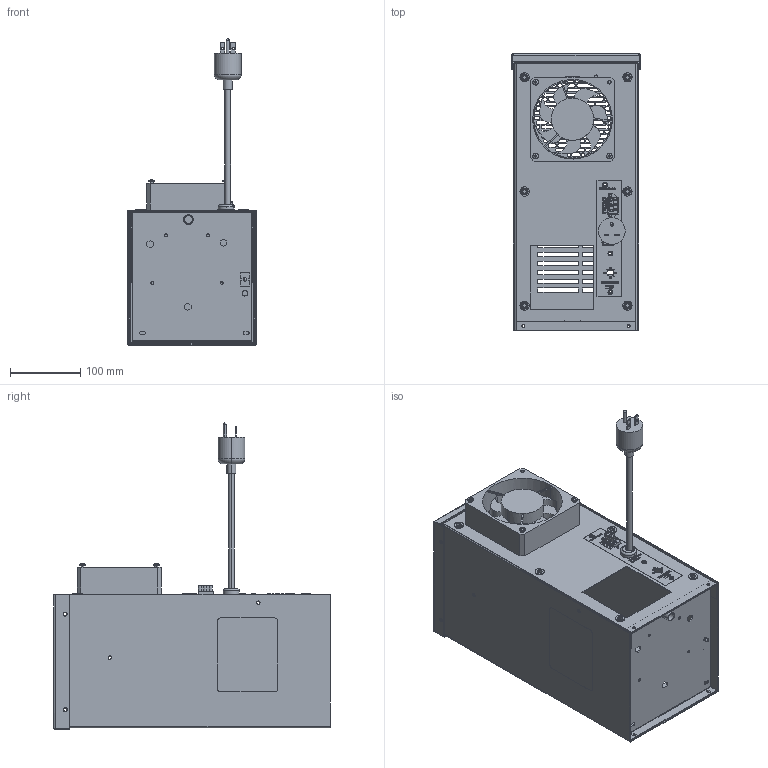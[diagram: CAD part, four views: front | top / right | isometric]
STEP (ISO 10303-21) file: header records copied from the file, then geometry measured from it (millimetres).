
FILE_DESCRIPTION (( 'STEP AP203' ), '1' );
FILE_NAME ('13383144255_Default.step', '2025-03-21T19:49:15', ( 'Windows User' ), ( 'AUTOMATION DIRECT' ), 'SwSTEP 2.0', 'SolidWorks 2024', '' );
FILE_SCHEMA (( 'CONFIG_CONTROL_DESIGN' ));
Length unit declared in the file: inch
Products named in the file (1): 13383144255_Default
Bounding box: 182.06 x 392.71 x 434.74 mm (x, y, z)
Volume: 880209.4 mm3; surface area: 925152.2 mm2
Topology: 27 solids, 27 shells, 2834 faces, 7537 edges, 4907 vertices
Faces by surface type: plane 1494, cylinder 695, bspline 500, cone 82, torus 49, sphere 14
Entity records: 113676 total; most frequent: CARTESIAN_POINT 45161, ORIENTED_EDGE 15048, DIRECTION 12473, EDGE_CURVE 7524, VERTEX_POINT 4904, VECTOR 4651, LINE 4651, AXIS2_PLACEMENT_3D 3911
